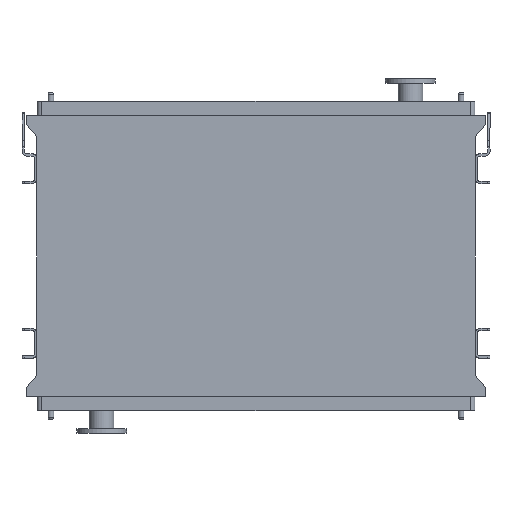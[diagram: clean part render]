
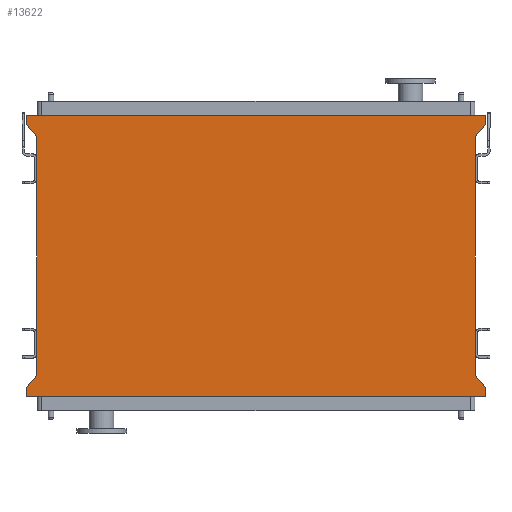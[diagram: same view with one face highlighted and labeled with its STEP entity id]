
A CAD part, front view. The second image highlights one B-rep face of the part: STEP entity #13622.
In plain terms, the highlighted planar face has unit normal (0, -1, 0).
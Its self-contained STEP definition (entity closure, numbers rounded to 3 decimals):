
#112 = CARTESIAN_POINT ( 'NONE',  ( -1011., 0., 95. ) ) ;
#179 = LINE ( 'NONE', #11749, #7674 ) ;
#208 = VERTEX_POINT ( 'NONE', #10200 ) ;
#307 = CARTESIAN_POINT ( 'NONE',  ( -1011., 0., 95. ) ) ;
#389 = ORIENTED_EDGE ( 'NONE', *, *, #1817, .F. ) ;
#464 = VECTOR ( 'NONE', #16096, 1000. ) ;
#696 = CARTESIAN_POINT ( 'NONE',  ( 965., 0., 0. ) ) ;
#726 = EDGE_CURVE ( 'NONE', #15415, #7058, #5300, .T. ) ;
#783 = DIRECTION ( 'NONE',  ( 0., 0., -1. ) ) ;
#900 = EDGE_LOOP ( 'NONE', ( #2610, #9824, #9998, #3249, #13582, #7465, #13918, #389, #7862, #11195, #14243, #4595 ) ) ;
#918 = VECTOR ( 'NONE', #12821, 1000. ) ;
#1071 = LINE ( 'NONE', #13039, #8076 ) ;
#1174 = LINE ( 'NONE', #14281, #11508 ) ;
#1210 = CARTESIAN_POINT ( 'NONE',  ( 965., 0., -1050. ) ) ;
#1370 = CARTESIAN_POINT ( 'NONE',  ( 1011., 0., 53. ) ) ;
#1450 = CARTESIAN_POINT ( 'NONE',  ( 1011., 0., -1145. ) ) ;
#1485 = VECTOR ( 'NONE', #5962, 1000. ) ;
#1489 = VECTOR ( 'NONE', #11338, 1000. ) ;
#1529 = EDGE_CURVE ( 'NONE', #15961, #3207, #14266, .T. ) ;
#1671 = EDGE_CURVE ( 'NONE', #14407, #3207, #6233, .T. ) ;
#1702 = EDGE_CURVE ( 'NONE', #208, #14407, #9246, .T. ) ;
#1756 = EDGE_CURVE ( 'NONE', #14834, #14448, #2389, .T. ) ;
#1786 = EDGE_CURVE ( 'NONE', #7058, #14834, #1071, .T. ) ;
#1817 = EDGE_CURVE ( 'NONE', #9050, #15415, #179, .T. ) ;
#1902 = CARTESIAN_POINT ( 'NONE',  ( 1011., 0., -1145. ) ) ;
#1947 = VECTOR ( 'NONE', #783, 1000. ) ;
#2004 = CARTESIAN_POINT ( 'NONE',  ( 1011., 0., 95. ) ) ;
#2389 = LINE ( 'NONE', #11387, #1489 ) ;
#2610 = ORIENTED_EDGE ( 'NONE', *, *, #1529, .T. ) ;
#3126 = DIRECTION ( 'NONE',  ( 0., 0., -1. ) ) ;
#3138 = DIRECTION ( 'NONE',  ( 0., -1., 0. ) ) ;
#3161 = PLANE ( 'NONE',  #12861 ) ;
#3207 = VERTEX_POINT ( 'NONE', #696 ) ;
#3249 = ORIENTED_EDGE ( 'NONE', *, *, #11888, .F. ) ;
#3264 = CARTESIAN_POINT ( 'NONE',  ( -965., 0., -1050. ) ) ;
#3421 = VERTEX_POINT ( 'NONE', #10314 ) ;
#3709 = LINE ( 'NONE', #1450, #7095 ) ;
#4595 = ORIENTED_EDGE ( 'NONE', *, *, #7131, .F. ) ;
#4680 = LINE ( 'NONE', #12856, #918 ) ;
#5300 = LINE ( 'NONE', #6904, #1485 ) ;
#5573 = CARTESIAN_POINT ( 'NONE',  ( -1011., 0., 53. ) ) ;
#5725 = DIRECTION ( 'NONE',  ( -1., 0., 0. ) ) ;
#5962 = DIRECTION ( 'NONE',  ( 0., 0., 1. ) ) ;
#6089 = LINE ( 'NONE', #6825, #9136 ) ;
#6233 = LINE ( 'NONE', #13776, #15324 ) ;
#6259 = CARTESIAN_POINT ( 'NONE',  ( -1011., 0., -1103. ) ) ;
#6728 = DIRECTION ( 'NONE',  ( 0., 0., 1. ) ) ;
#6825 = CARTESIAN_POINT ( 'NONE',  ( -1011., 0., -1145. ) ) ;
#6904 = CARTESIAN_POINT ( 'NONE',  ( -965., 0., -1050. ) ) ;
#7058 = VERTEX_POINT ( 'NONE', #14476 ) ;
#7095 = VECTOR ( 'NONE', #5725, 1000. ) ;
#7131 = EDGE_CURVE ( 'NONE', #15961, #3421, #1174, .T. ) ;
#7465 = ORIENTED_EDGE ( 'NONE', *, *, #1786, .F. ) ;
#7635 = FACE_OUTER_BOUND ( 'NONE', #900, .T. ) ;
#7674 = VECTOR ( 'NONE', #11649, 1000. ) ;
#7833 = DIRECTION ( 'NONE',  ( -0.655, 0., -0.755 ) ) ;
#7862 = ORIENTED_EDGE ( 'NONE', *, *, #8493, .F. ) ;
#7893 = VECTOR ( 'NONE', #15963, 1000. ) ;
#8076 = VECTOR ( 'NONE', #13126, 1000. ) ;
#8097 = CARTESIAN_POINT ( 'NONE',  ( -1011., 0., -1145. ) ) ;
#8493 = EDGE_CURVE ( 'NONE', #11017, #9050, #6089, .T. ) ;
#9050 = VERTEX_POINT ( 'NONE', #6259 ) ;
#9136 = VECTOR ( 'NONE', #6728, 1000. ) ;
#9239 = CARTESIAN_POINT ( 'NONE',  ( -965., 0., -1050. ) ) ;
#9246 = LINE ( 'NONE', #2004, #1947 ) ;
#9643 = EDGE_CURVE ( 'NONE', #3421, #15172, #4680, .T. ) ;
#9824 = ORIENTED_EDGE ( 'NONE', *, *, #1671, .F. ) ;
#9922 = CARTESIAN_POINT ( 'NONE',  ( 965., 0., -1050. ) ) ;
#9998 = ORIENTED_EDGE ( 'NONE', *, *, #1702, .F. ) ;
#10200 = CARTESIAN_POINT ( 'NONE',  ( 1011., 0., 95. ) ) ;
#10314 = CARTESIAN_POINT ( 'NONE',  ( 1011., 0., -1103. ) ) ;
#10724 = EDGE_CURVE ( 'NONE', #15172, #11017, #3709, .T. ) ;
#11017 = VERTEX_POINT ( 'NONE', #8097 ) ;
#11195 = ORIENTED_EDGE ( 'NONE', *, *, #10724, .F. ) ;
#11338 = DIRECTION ( 'NONE',  ( 0., 0., 1. ) ) ;
#11387 = CARTESIAN_POINT ( 'NONE',  ( -1011., 0., 53. ) ) ;
#11508 = VECTOR ( 'NONE', #14329, 1000. ) ;
#11649 = DIRECTION ( 'NONE',  ( 0.655, 0., 0.755 ) ) ;
#11749 = CARTESIAN_POINT ( 'NONE',  ( -1011., 0., -1103. ) ) ;
#11888 = EDGE_CURVE ( 'NONE', #14448, #208, #14610, .T. ) ;
#12821 = DIRECTION ( 'NONE',  ( 0., 0., -1. ) ) ;
#12856 = CARTESIAN_POINT ( 'NONE',  ( 1011., 0., -1103. ) ) ;
#12861 = AXIS2_PLACEMENT_3D ( 'NONE', #3264, #3138, #3126 ) ;
#13039 = CARTESIAN_POINT ( 'NONE',  ( -965., 0., 0. ) ) ;
#13126 = DIRECTION ( 'NONE',  ( -0.655, 0., 0.755 ) ) ;
#13582 = ORIENTED_EDGE ( 'NONE', *, *, #1756, .F. ) ;
#13622 = ADVANCED_FACE ( 'NONE', ( #7635 ), #3161, .T. ) ;
#13776 = CARTESIAN_POINT ( 'NONE',  ( 1011., 0., 53. ) ) ;
#13918 = ORIENTED_EDGE ( 'NONE', *, *, #726, .F. ) ;
#14243 = ORIENTED_EDGE ( 'NONE', *, *, #9643, .F. ) ;
#14266 = LINE ( 'NONE', #1210, #7893 ) ;
#14281 = CARTESIAN_POINT ( 'NONE',  ( 965., 0., -1050. ) ) ;
#14329 = DIRECTION ( 'NONE',  ( 0.655, 0., -0.755 ) ) ;
#14407 = VERTEX_POINT ( 'NONE', #1370 ) ;
#14448 = VERTEX_POINT ( 'NONE', #307 ) ;
#14476 = CARTESIAN_POINT ( 'NONE',  ( -965., 0., 0. ) ) ;
#14610 = LINE ( 'NONE', #112, #464 ) ;
#14834 = VERTEX_POINT ( 'NONE', #5573 ) ;
#15172 = VERTEX_POINT ( 'NONE', #1902 ) ;
#15324 = VECTOR ( 'NONE', #7833, 1000. ) ;
#15415 = VERTEX_POINT ( 'NONE', #9239 ) ;
#15961 = VERTEX_POINT ( 'NONE', #9922 ) ;
#15963 = DIRECTION ( 'NONE',  ( 0., 0., 1. ) ) ;
#16096 = DIRECTION ( 'NONE',  ( 1., 0., 0. ) ) ;
